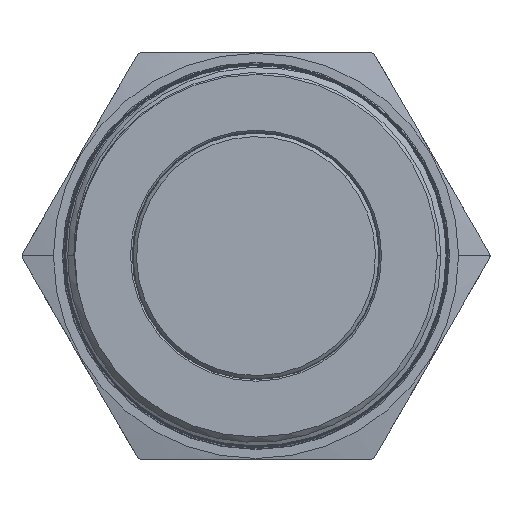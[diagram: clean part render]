
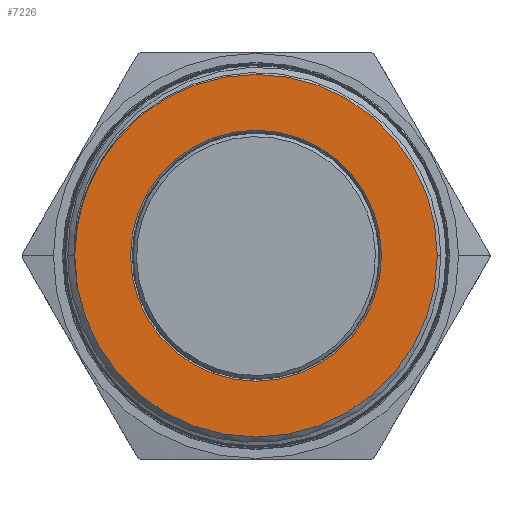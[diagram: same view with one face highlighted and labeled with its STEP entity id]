
A CAD part, top view. The second image highlights one B-rep face of the part: STEP entity #7226.
In plain terms, the highlighted planar face has unit normal (0, 0, 1).
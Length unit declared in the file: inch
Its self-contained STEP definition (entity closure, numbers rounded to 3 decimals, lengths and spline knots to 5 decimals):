
#24 = ORIENTED_EDGE ( 'NONE', *, *, #2530, .T. ) ;
#25 = ORIENTED_EDGE ( 'NONE', *, *, #8376, .T. ) ;
#26 = ORIENTED_EDGE ( 'NONE', *, *, #2524, .T. ) ;
#27 = ORIENTED_EDGE ( 'NONE', *, *, #2519, .T. ) ;
#371 = CARTESIAN_POINT ( 'NONE',  ( 0., 0., 2.17 ) ) ;
#372 = DIRECTION ( 'NONE',  ( 0., 0., 1. ) ) ;
#373 = DIRECTION ( 'NONE',  ( 1., 0., 0. ) ) ;
#454 = CARTESIAN_POINT ( 'NONE',  ( 0., 0., 2.17 ) ) ;
#455 = DIRECTION ( 'NONE',  ( 0., 0., 1. ) ) ;
#456 = DIRECTION ( 'NONE',  ( 1., 0., 0. ) ) ;
#474 = CARTESIAN_POINT ( 'NONE',  ( 0., 0., 2.17 ) ) ;
#475 = DIRECTION ( 'NONE',  ( 0., 0., -1. ) ) ;
#476 = DIRECTION ( 'NONE',  ( -1., 0., 0. ) ) ;
#553 = DIRECTION ( 'NONE',  ( 0., 0., 1. ) ) ;
#554 = CARTESIAN_POINT ( 'NONE',  ( 0., 0., 2.17 ) ) ;
#556 = PLANE ( 'NONE',  #1870 ) ;
#558 = DIRECTION ( 'NONE',  ( 1., 0., 0. ) ) ;
#1013 = AXIS2_PLACEMENT_3D ( 'NONE', #2836, #2837, #2838 ) ;
#1077 = CARTESIAN_POINT ( 'NONE',  ( 1.465, 0., 2.17 ) ) ;
#1078 = CARTESIAN_POINT ( 'NONE',  ( -1.465, 0., 2.17 ) ) ;
#1115 = CARTESIAN_POINT ( 'NONE',  ( 2.11719, 0., 2.17 ) ) ;
#1116 = CARTESIAN_POINT ( 'NONE',  ( -2.11719, 0., 2.17 ) ) ;
#1788 = CIRCLE ( 'NONE', #1013, 1.465 ) ;
#1842 = AXIS2_PLACEMENT_3D ( 'NONE', #371, #372, #373 ) ;
#1843 = AXIS2_PLACEMENT_3D ( 'NONE', #454, #455, #456 ) ;
#1846 = AXIS2_PLACEMENT_3D ( 'NONE', #474, #475, #476 ) ;
#1870 = AXIS2_PLACEMENT_3D ( 'NONE', #554, #553, #558 ) ;
#1880 = EDGE_LOOP ( 'NONE', ( #26, #27 ) ) ;
#1989 = CIRCLE ( 'NONE', #1842, 2.11719 ) ;
#1997 = CIRCLE ( 'NONE', #1843, 2.11719 ) ;
#2002 = CIRCLE ( 'NONE', #1846, 1.465 ) ;
#2034 = FACE_BOUND ( 'NONE', #7623, .T. ) ;
#2039 = FACE_OUTER_BOUND ( 'NONE', #1880, .T. ) ;
#2423 = VERTEX_POINT ( 'NONE', #1077 ) ;
#2424 = VERTEX_POINT ( 'NONE', #1078 ) ;
#2461 = VERTEX_POINT ( 'NONE', #1115 ) ;
#2462 = VERTEX_POINT ( 'NONE', #1116 ) ;
#2519 = EDGE_CURVE ( 'NONE', #2461, #2462, #1989, .T. ) ;
#2524 = EDGE_CURVE ( 'NONE', #2462, #2461, #1997, .T. ) ;
#2530 = EDGE_CURVE ( 'NONE', #2423, #2424, #2002, .T. ) ;
#2836 = CARTESIAN_POINT ( 'NONE',  ( 0., 0., 2.17 ) ) ;
#2837 = DIRECTION ( 'NONE',  ( 0., 0., -1. ) ) ;
#2838 = DIRECTION ( 'NONE',  ( -1., 0., 0. ) ) ;
#7226 = ADVANCED_FACE ( 'NONE', ( #2034, #2039 ), #556, .T. ) ;
#7623 = EDGE_LOOP ( 'NONE', ( #24, #25 ) ) ;
#8376 = EDGE_CURVE ( 'NONE', #2424, #2423, #1788, .T. ) ;
